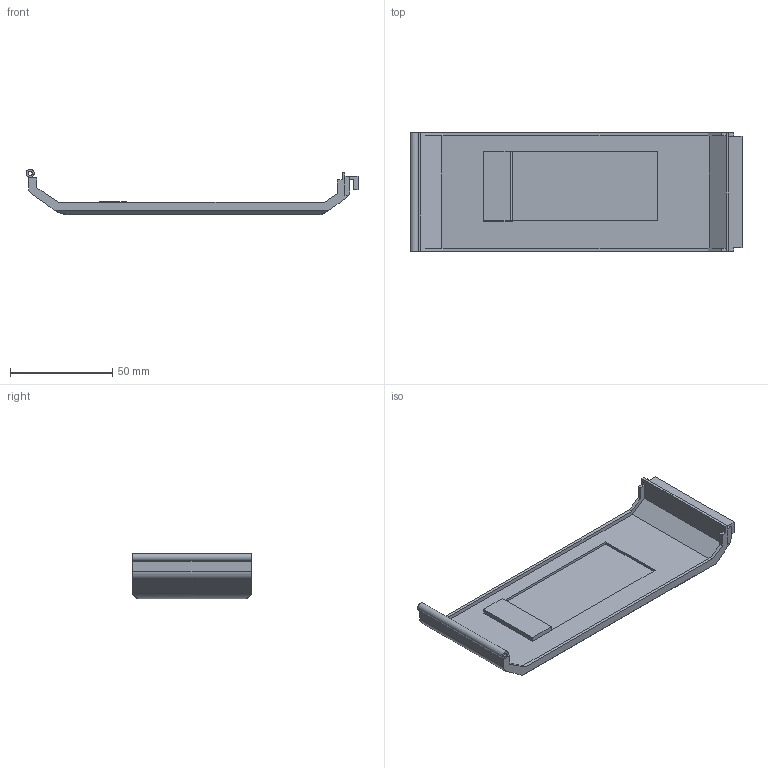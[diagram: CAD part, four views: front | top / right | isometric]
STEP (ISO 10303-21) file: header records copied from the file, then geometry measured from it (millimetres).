
FILE_DESCRIPTION(/* description */ (''),/* implementation_level */ '2;1');
FILE_NAME(/* name */ 'back.step',/* time_stamp */ '2020-06-08T16:45:15+02:00',/* author */ (''),/* organization */ (''),/* preprocessor_version */ 'ST-DEVELOPER v18.1',/* originating_system */ 'Autodesk Translation Framework v9.3.0.1241',/* authorisation */ '');
FILE_SCHEMA (('AUTOMOTIVE_DESIGN { 1 0 10303 214 3 1 1 }'));
Length unit declared in the file: millimetre
Products named in the file (1): back
Bounding box: 162.52 x 58.5 x 22.25 mm (x, y, z)
Volume: 36738.5 mm3; surface area: 25911.6 mm2
Topology: 1 solids, 1 shells, 103 faces, 277 edges, 179 vertices
Faces by surface type: plane 86, cylinder 9, bspline 8
Full cylindrical faces by diameter (mm): 2 x1, 4 x1
Entity records: 3363 total; most frequent: CARTESIAN_POINT 808, ORIENTED_EDGE 546, DIRECTION 463, EDGE_CURVE 273, LINE 231, VECTOR 231, VERTEX_POINT 179, AXIS2_PLACEMENT_3D 116
